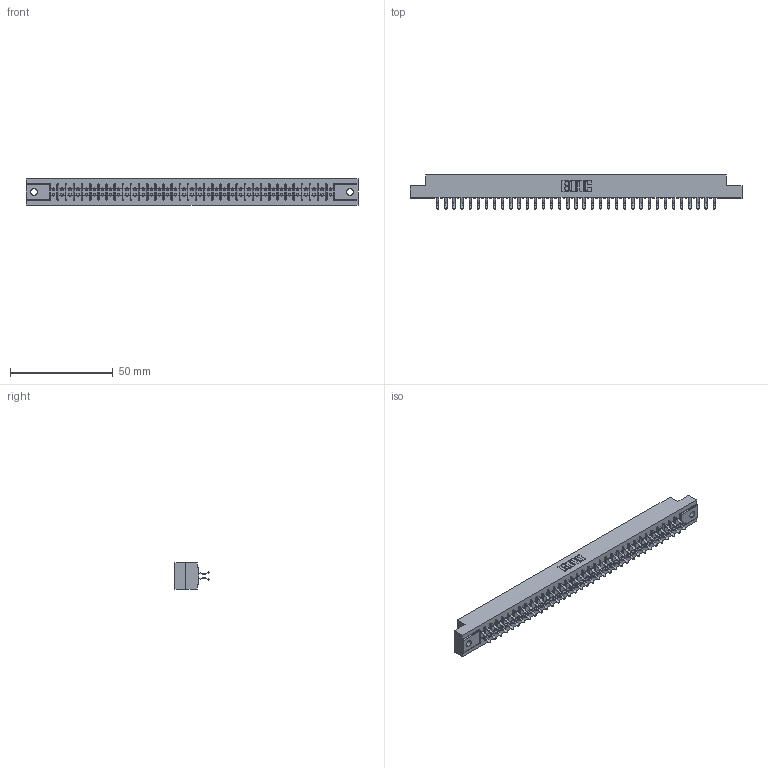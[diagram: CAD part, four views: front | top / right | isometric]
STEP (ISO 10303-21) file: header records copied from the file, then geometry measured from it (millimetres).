
FILE_DESCRIPTION (( 'STEP AP203' ), '1' );
FILE_NAME ('355-070-556-502.STEP', '2019-09-12T17:46:21', ( '' ), ( '' ), 'SwSTEP 2.0', 'SolidWorks 2016', '' );
FILE_SCHEMA (( 'CONFIG_CONTROL_DESIGN' ));
Length unit declared in the file: inch
Products named in the file (3): 355-070-556-502; 305 Part_.128 Dia; 305-290-001_556
Assembly tree (71 placements, depth 2):
  355-070-556-502
    305 Part_.128 Dia
    305-290-001_556  x70
Bounding box: 161.7 x 16.64 x 12.7 mm (x, y, z)
Volume: 16295.3 mm3; surface area: 21098.4 mm2
Topology: 71 solids, 71 shells, 4036 faces, 11621 edges, 7558 vertices
Faces by surface type: plane 2238, cylinder 1658, sphere 140
Entity records: 38972 total; most frequent: CARTESIAN_POINT 6451, ORIENTED_EDGE 6402, DIRECTION 6249, EDGE_CURVE 3201, LINE 2577, VECTOR 2577, VERTEX_POINT 2038, AXIS2_PLACEMENT_3D 1836
